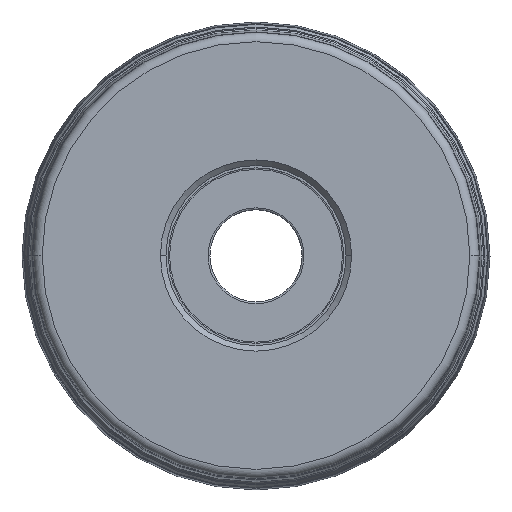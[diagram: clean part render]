
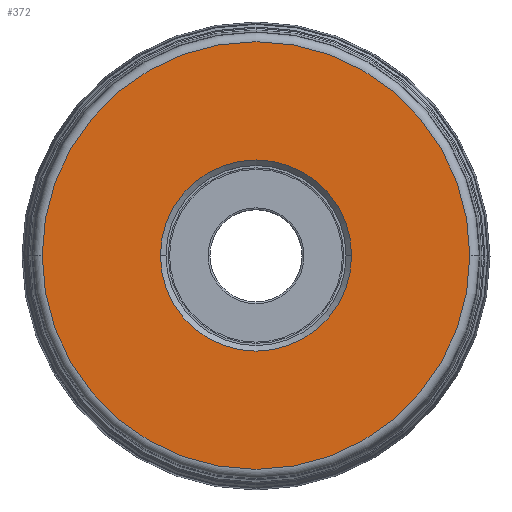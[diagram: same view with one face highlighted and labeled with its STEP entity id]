
A CAD part, top view. The second image highlights one B-rep face of the part: STEP entity #372.
In plain terms, the highlighted planar face has unit normal (0, 0, 1).
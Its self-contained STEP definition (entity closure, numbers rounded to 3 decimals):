
#334=PLANE('',#2095);
#341=FACE_BOUND('',#659,.T.);
#342=FACE_BOUND('',#660,.T.);
#372=ADVANCED_FACE('',(#341,#342),#334,.F.);
#659=EDGE_LOOP('',(#941,#942));
#660=EDGE_LOOP('',(#943,#944));
#941=ORIENTED_EDGE('',*,*,#1587,.T.);
#942=ORIENTED_EDGE('',*,*,#1588,.T.);
#943=ORIENTED_EDGE('',*,*,#1589,.T.);
#944=ORIENTED_EDGE('',*,*,#1590,.T.);
#1425=VERTEX_POINT('',#2985);
#1426=VERTEX_POINT('',#2987);
#1427=VERTEX_POINT('',#2992);
#1428=VERTEX_POINT('',#2993);
#1587=EDGE_CURVE('',#1425,#1426,#1839,.T.);
#1588=EDGE_CURVE('',#1426,#1425,#1840,.T.);
#1589=EDGE_CURVE('',#1427,#1428,#1841,.T.);
#1590=EDGE_CURVE('',#1428,#1427,#1842,.T.);
#1839=CIRCLE('',#2090,46.419);
#1840=CIRCLE('',#2092,46.419);
#1841=CIRCLE('',#2093,20.75);
#1842=CIRCLE('',#2094,20.75);
#2090=AXIS2_PLACEMENT_3D('',#2988,#2424,#2425);
#2092=AXIS2_PLACEMENT_3D('',#2990,#2428,#2429);
#2093=AXIS2_PLACEMENT_3D('',#2991,#2430,#2431);
#2094=AXIS2_PLACEMENT_3D('',#2994,#2432,#2433);
#2095=AXIS2_PLACEMENT_3D('',#2995,#2434,#2435);
#2424=DIRECTION('',(0.,0.,1.));
#2425=DIRECTION('',(1.,0.,0.));
#2428=DIRECTION('',(0.,0.,1.));
#2429=DIRECTION('',(-1.,0.,0.));
#2430=DIRECTION('',(0.,0.,-1.));
#2431=DIRECTION('',(1.,0.,0.));
#2432=DIRECTION('',(0.,0.,-1.));
#2433=DIRECTION('',(-1.,0.,0.));
#2434=DIRECTION('',(0.,0.,-1.));
#2435=DIRECTION('',(-1.,0.,0.));
#2985=CARTESIAN_POINT('',(46.419,0.,0.));
#2987=CARTESIAN_POINT('',(-46.419,0.,0.));
#2988=CARTESIAN_POINT('',(0.,0.,0.));
#2990=CARTESIAN_POINT('',(0.,0.,0.));
#2991=CARTESIAN_POINT('',(0.,0.,0.));
#2992=CARTESIAN_POINT('',(20.75,0.,0.));
#2993=CARTESIAN_POINT('',(-20.75,0.,0.));
#2994=CARTESIAN_POINT('',(0.,0.,0.));
#2995=CARTESIAN_POINT('',(0.,0.,0.));
